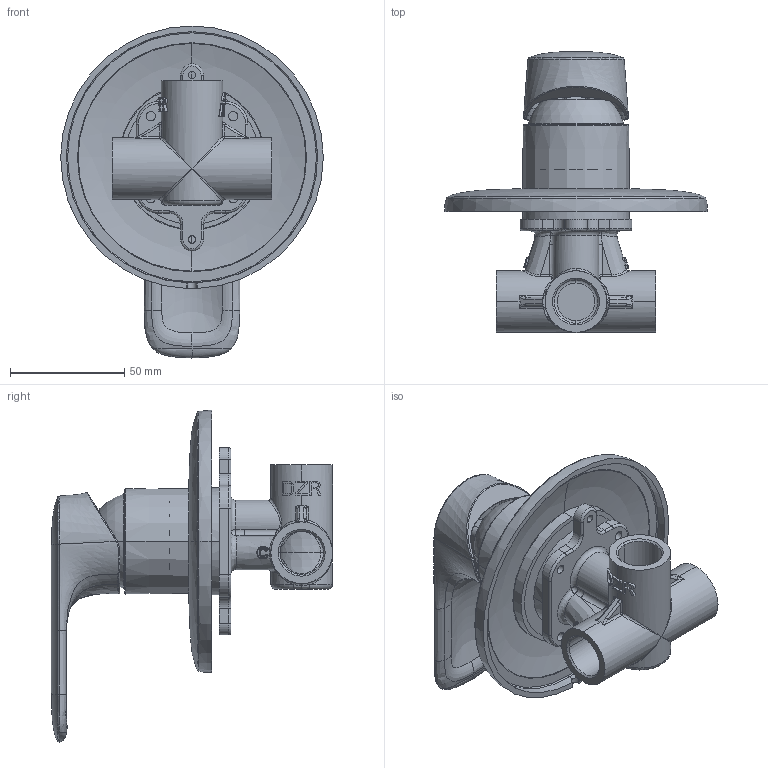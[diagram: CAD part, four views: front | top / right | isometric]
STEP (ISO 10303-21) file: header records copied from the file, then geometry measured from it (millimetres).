
FILE_DESCRIPTION((''),'2;1');
FILE_NAME('FFAS1M22_ASM','2024-08-28T10:29:38',('10114249'),(''),'CREO PARAMETRIC BY PTC INC, 2022162','CREO PARAMETRIC BY PTC INC, 2022162','');
FILE_SCHEMA(('CONFIG_CONTROL_DESIGN'));
Products named in the file (15): FFZZ0021-0023299MC; CARTRIDGE_BODY; CARTRIDGE_PIVOT; GROHE-35MM-CARTRIDGE_ASM; FF1-CN521N0007399B; 1581218599_AF0; COVER-FOR-CARTRIDGE; 417211038_HEBEL_EHM-_OHM_LEVER_; 02282031_STIFT_GEW-_000647256; 01050031; CUT-EXTRUDE5; 1580781999-2; FF1-CN521G00000334; ESCUTCHEON-CONCEAL-SHOWER-MIXER_ASM; FFAS1M22_ASM
Assembly tree (14 placements, depth 3):
  FFAS1M22_ASM
    FFZZ0021-0023299MC
    GROHE-35MM-CARTRIDGE_ASM
      CARTRIDGE_BODY
      CARTRIDGE_PIVOT
    FF1-CN521N0007399B
    1581218599_AF0
    COVER-FOR-CARTRIDGE
    417211038_HEBEL_EHM-_OHM_LEVER_
    02282031_STIFT_GEW-_000647256
    01050031
    ESCUTCHEON-CONCEAL-SHOWER-MIXER_ASM
      CUT-EXTRUDE5
      1580781999-2
      FF1-CN521G00000334
Bounding box: 115 x 123.08 x 145.41 mm (x, y, z)
Volume: 170272.1 mm3; surface area: 126757.6 mm2
Topology: 14 solids, 17 shells, 3031 faces, 8175 edges, 5115 vertices
Faces by surface type: plane 1108, cylinder 791, bspline 535, cone 287, torus 203, sphere 77, extrusion 22, revolution 8
Entity records: 160751 total; most frequent: CARTESIAN_POINT 89048, ORIENTED_EDGE 16190, DIRECTION 13438, EDGE_CURVE 8095, AXIS2_PLACEMENT_3D 5156, VERTEX_POINT 5115, EDGE_LOOP 3158, VECTOR 3118
